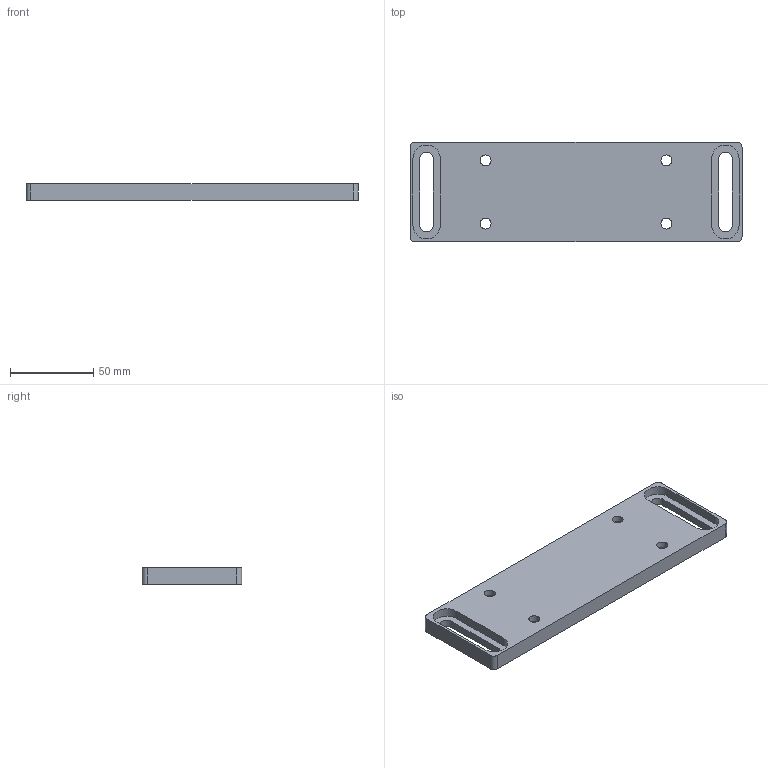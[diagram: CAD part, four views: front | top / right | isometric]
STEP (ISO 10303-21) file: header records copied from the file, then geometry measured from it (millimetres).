
FILE_DESCRIPTION(/* description */ ('Unknown'),/* implementation_level */ '2;1');
FILE_NAME(/* name */ '126.00132 Fussplatte SM 60x200',/* time_stamp */ '2018-12-04T14:30:25+01:00',/* author */ ('Unknown'),/* organization */ ('Unknown'),/* preprocessor_version */ 'ST-DEVELOPER v16.7',/* originating_system */ 'DEX',/* authorisation */ $);
FILE_SCHEMA (('AUTOMOTIVE_DESIGN {1 0 10303 214 3 1 1}'));
Length unit declared in the file: millimetre
Products named in the file (1): 126.00132
Bounding box: 200 x 60 x 10 mm (x, y, z)
Volume: 103438.3 mm3; surface area: 31030.7 mm2
Topology: 1 solids, 1 shells, 40 faces, 96 edges, 64 vertices
Faces by surface type: plane 20, cylinder 20
Full cylindrical faces by diameter (mm): 6.6 x4, 12.5 x4
Entity records: 1194 total; most frequent: DIRECTION 210, CARTESIAN_POINT 193, ORIENTED_EDGE 176, EDGE_CURVE 88, AXIS2_PLACEMENT_3D 81, EDGE_LOOP 66, FACE_BOUND 66, VERTEX_POINT 64
